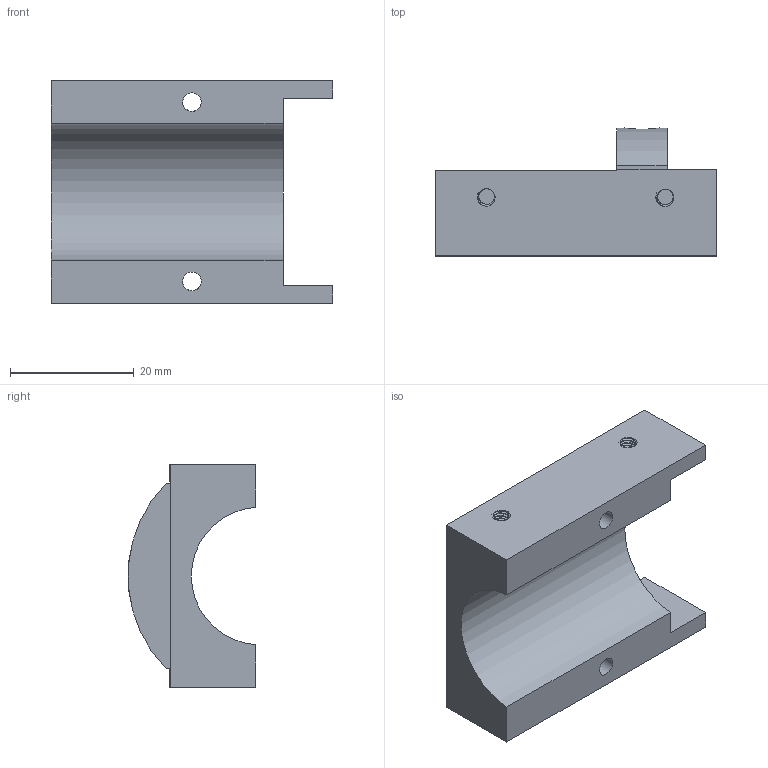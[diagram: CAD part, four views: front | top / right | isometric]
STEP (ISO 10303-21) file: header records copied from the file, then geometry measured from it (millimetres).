
FILE_DESCRIPTION(/* description */ (''),/* implementation_level */ '2;1');
FILE_NAME(/* name */ 'Mounting Block Superior Component.step',/* time_stamp */ '2022-02-21T10:14:05-08:00',/* author */ (''),/* organization */ (''),/* preprocessor_version */ 'ST-DEVELOPER v18.1',/* originating_system */ 'Autodesk Translation Framework v10.13.0.1454',/* authorisation */ '');
FILE_SCHEMA (('AUTOMOTIVE_DESIGN { 1 0 10303 214 3 1 1 }'));
Length unit declared in the file: millimetre
Products named in the file (1): Mounting Block Superior Component
Bounding box: 45.4 x 20.65 x 36 mm (x, y, z)
Volume: 13270.6 mm3; surface area: 6198 mm2
Topology: 1 solids, 1 shells, 90 faces, 229 edges, 153 vertices
Faces by surface type: cylinder 52, plane 30, bspline 8
Full cylindrical faces by diameter (mm): 2.5 x4, 2.529 x8, 3 x3, 3.086 x4, 5 x2, 5.7 x1
Entity records: 5810 total; most frequent: CARTESIAN_POINT 3755, ORIENTED_EDGE 458, DIRECTION 336, EDGE_CURVE 229, VERTEX_POINT 153, AXIS2_PLACEMENT_3D 122, EDGE_LOOP 106, B_SPLINE_CURVE_WITH_KNOTS 98
